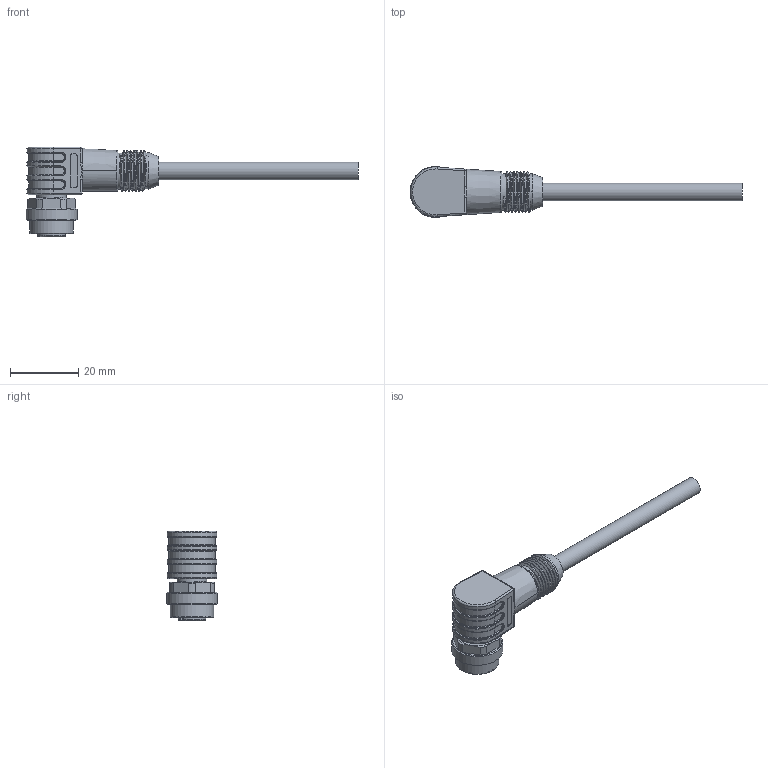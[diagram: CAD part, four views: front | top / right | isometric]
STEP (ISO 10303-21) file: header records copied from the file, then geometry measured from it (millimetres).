
FILE_DESCRIPTION(/* description */ (''),/* implementation_level */ '2;1');
FILE_NAME(/* name */ 'AL-WWAKG4.stp',/* time_stamp */ '2016-11-22T08:40:05+01:00',/* author */ (''),/* organization */ (''),/* preprocessor_version */ 'ST-DEVELOPER v16',/* originating_system */ 'SIEMENS PLM Software NX 10.0',/* authorisation */ '');
FILE_SCHEMA (('AUTOMOTIVE_DESIGN { 1 0 10303 214 3 1 1 1 }'));
Length unit declared in the file: millimetre
Products named in the file (1): AL-WWAKG4
Bounding box: 97.55 x 15 x 26.4 mm (x, y, z)
Volume: 7756.3 mm3; surface area: 4356.9 mm2
Topology: 1 solids, 1 shells, 384 faces, 945 edges, 579 vertices
Faces by surface type: cylinder 141, plane 119, bspline 49, extrusion 32, torus 22, cone 17, sphere 4
Full cylindrical faces by diameter (mm): 1.15 x4, 5.2 x1, 8.7 x1, 10.95 x1, 12.3 x1, 12.8 x1, 15 x1
Entity records: 16263 total; most frequent: CARTESIAN_POINT 7930, ORIENTED_EDGE 1814, DIRECTION 1516, EDGE_CURVE 907, AXIS2_PLACEMENT_3D 574, VERTEX_POINT 572, EDGE_LOOP 431, ADVANCED_FACE 384
